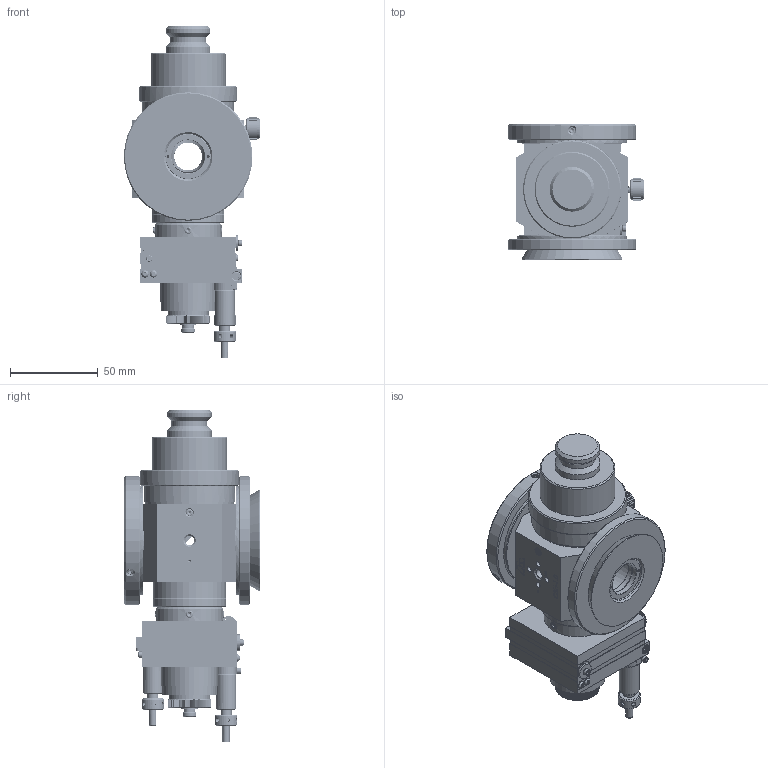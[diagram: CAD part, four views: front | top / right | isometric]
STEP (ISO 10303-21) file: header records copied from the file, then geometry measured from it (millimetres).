
FILE_DESCRIPTION (( 'STEP AP214' ), '1' );
FILE_NAME ('48400000_step.STEP', '2015-09-10T20:51:36', ( '' ), ( '' ), 'SwSTEP 2.0', 'SolidWorks 2015', '' );
FILE_SCHEMA (( 'AUTOMOTIVE_DESIGN' ));
Length unit declared in the file: inch
Products named in the file (17): 48390000_step_1; 48390000_step_9; 48390000_step_3; 48390000_step_5; 48390000_step_7; 48390000_step_11; 48390000_step_6; 48390000_step_14; 48390000_step_8; 48390000_step_2; 48400000_step; 48390000_step_15; 48390000_step_4; 48390000_step_10; 48390000_step_13; 48390000_step; 48400000_CBH
Assembly tree (16 placements, depth 2):
  48400000_step
    48390000_step_2
    48390000_step_8
    48390000_step_14
    48390000_step_6
    48390000_step_11
    48390000_step_7
    48390000_step_5
    48390000_step_3
    48390000_step_9
    48390000_step_1
    48400000_CBH
    48390000_step
    48390000_step_13
    48390000_step_10
    48390000_step_4
    48390000_step_15
Bounding box: 77.6 x 76.83 x 188.9 mm (x, y, z)
Volume: 336348 mm3; surface area: 103188 mm2
Topology: 19 solids, 31 shells, 2837 faces, 7550 edges, 4912 vertices
Faces by surface type: plane 1658, cylinder 668, cone 327, bspline 180, sphere 4
Full cylindrical faces by diameter (mm): 1.575 x10, 1.588 x2, 1.778 x12, 1.981 x2, 2.286 x4, 2.381 x7, 2.388 x15, 2.489 x2, 2.54 x1, 3.048 x4, 3.175 x1, 3.2 x8, 3.454 x23, 3.556 x8, 3.962 x2, 3.969 x2, 4.127 x1, 4.128 x1, 4.166 x4, 4.318 x1, 4.775 x3, 4.801 x4, 5.207 x2, 6.026 x1, 6.299 x2, 6.401 x1, 6.528 x1, 6.731 x1, 6.858 x1, 7.112 x4
Entity records: 136750 total; most frequent: CARTESIAN_POINT 71821, ORIENTED_EDGE 13836, DIRECTION 11867, EDGE_CURVE 6918, VERTEX_POINT 4657, AXIS2_PLACEMENT_3D 4174, LINE 3519, VECTOR 3519
